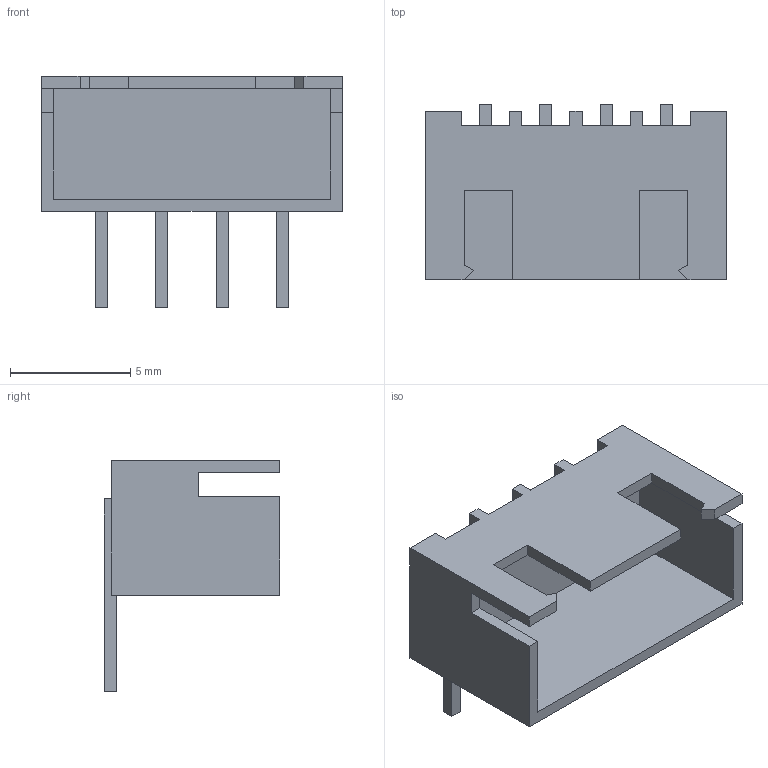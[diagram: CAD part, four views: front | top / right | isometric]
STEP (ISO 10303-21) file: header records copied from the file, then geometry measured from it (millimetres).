
FILE_DESCRIPTION(('FreeCAD Model'),'2;1');
FILE_NAME( 'JST_XH_4x2.5_TH_Angled.step', '2020-02-10T15:47:04',('Author'),(''), 'Open CASCADE STEP processor 7.3','FreeCAD','Unknown');
FILE_SCHEMA(('AUTOMOTIVE_DESIGN { 1 0 10303 214 1 1 1 1 }'));
Length unit declared in the file: millimetre
Products named in the file (1): Pocket004
Bounding box: 12.5 x 7.3 x 9.6 mm (x, y, z)
Volume: 172.7 mm3; surface area: 624.1 mm2
Topology: 1 solids, 1 shells, 83 faces, 225 edges, 144 vertices
Faces by surface type: plane 83
Entity records: 5357 total; most frequent: CARTESIAN_POINT 1027, DIRECTION 719, LINE 551, VECTOR 551, ORIENTED_EDGE 450, PCURVE 450, DEFINITIONAL_REPRESENTATION 450, EDGE_CURVE 225
